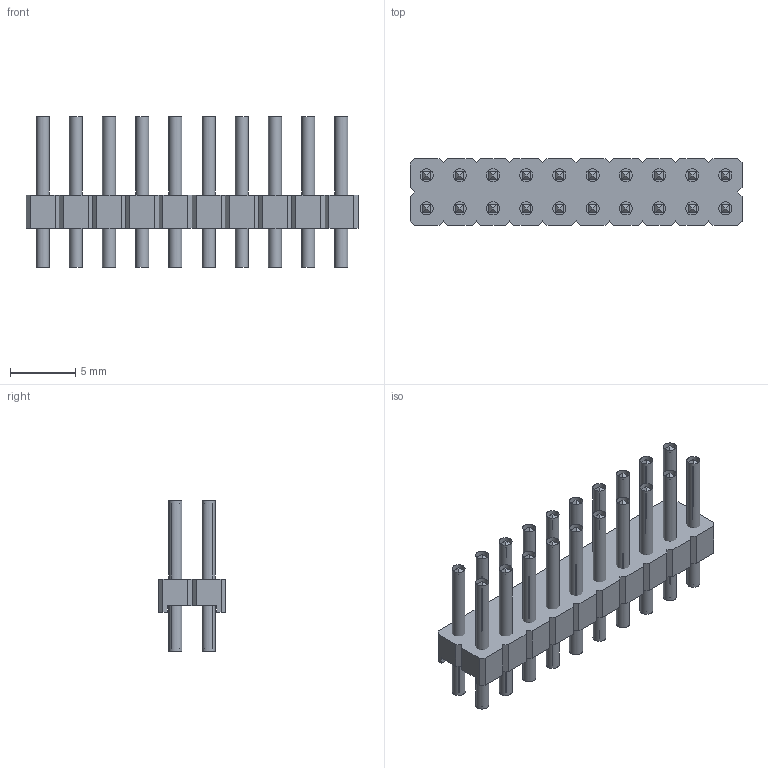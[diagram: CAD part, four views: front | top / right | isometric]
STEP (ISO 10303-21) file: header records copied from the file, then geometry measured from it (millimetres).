
FILE_DESCRIPTION(/* description */ ('-'),/* implementation_level */ '2;1');
FILE_NAME(/* name */ 'Stiftleiste, RM 2,54 mm - 6-3 mm, gerade - 2 x 10 - schwarz',/* time_stamp */ '2022-04-18T17:07:10+02:00',/* author */ ('c.wilms'),/* organization */ ('-'),/* preprocessor_version */ 'ST-DEVELOPER v16.7',/* originating_system */ 'Solid Edge',/* authorisation */ 'Unknown');
FILE_SCHEMA (('AUTOMOTIVE_DESIGN {1 0 10303 214 3 1 1}'));
Length unit declared in the file: millimetre
Products named in the file (3): Stiftleiste, RM 2,54 mm - 6-3 mm, gerade - 2 x 10 - schwarz; Stiftleiste, RM 2,54 mm - Träger - 2 x 10 - schwarz; Stiftleiste, RM 2,54 mm - Stift -  6-3 mm, gerade
Assembly tree (21 placements, depth 2):
  Stiftleiste, RM 2,54 mm - 6-3 mm, gerade - 2 x 10 - schwarz
    Stiftleiste, RM 2,54 mm - Träger - 2 x 10 - schwarz
    Stiftleiste, RM 2,54 mm - Stift -  6-3 mm, gerade  x20
Bounding box: 25.4 x 5.08 x 11.54 mm (x, y, z)
Volume: 348.9 mm3; surface area: 1820.1 mm2
Topology: 21 solids, 41 shells, 614 faces, 1716 edges, 1144 vertices
Faces by surface type: plane 434, cylinder 180
Full cylindrical faces by diameter (mm): 1 x20
Entity records: 8752 total; most frequent: CARTESIAN_POINT 1519, ORIENTED_EDGE 1490, DIRECTION 1474, EDGE_CURVE 746, LINE 568, VECTOR 568, VERTEX_POINT 498, AXIS2_PLACEMENT_3D 453
